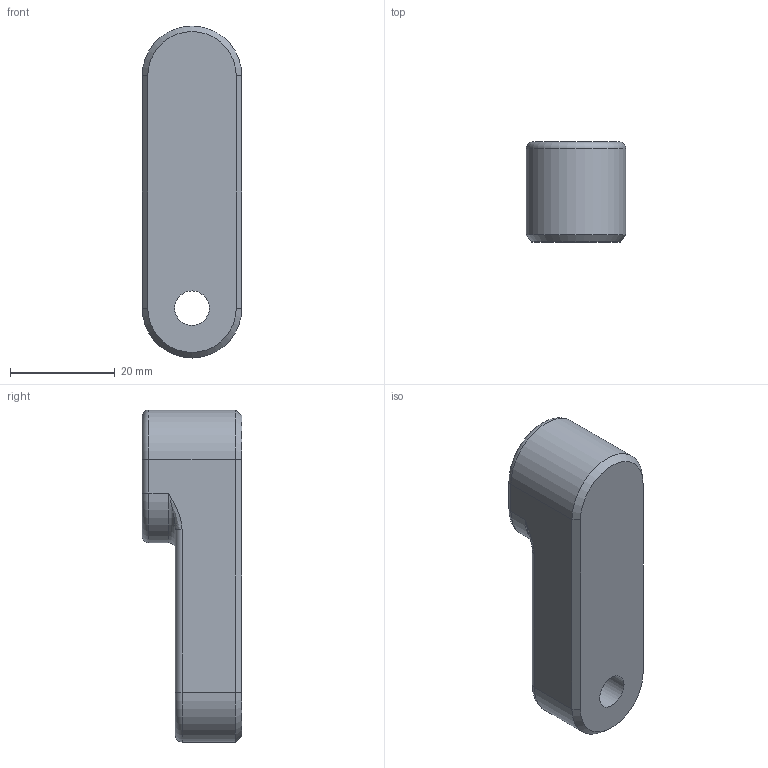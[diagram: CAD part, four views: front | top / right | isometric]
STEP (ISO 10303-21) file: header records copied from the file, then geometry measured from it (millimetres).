
FILE_DESCRIPTION(/* description */ (''),/* implementation_level */ '2;1');
FILE_NAME(/* name */ '19_front_panel_stop.stp',/* time_stamp */ '2022-04-27T09:22:27-04:00',/* author */ (''),/* organization */ (''),/* preprocessor_version */ 'ST-DEVELOPER v18.102',/* originating_system */ 'SIEMENS PLM Software NX 2023',/* authorisation */ '');
FILE_SCHEMA (('AP203_CONFIGURATION_CONTROLLED_3D_DESIGN_OF_MECHANICAL_PARTS_AND_ASSEMBLIES_MIM_LF { 1 0 10303 403 2 1 2}'));
Length unit declared in the file: inch
Products named in the file (1): BOX_design_for_file_export_objects
Bounding box: 19.05 x 19.05 x 63.5 mm (x, y, z)
Volume: 16369.4 mm3; surface area: 4599.2 mm2
Topology: 1 solids, 1 shells, 23 faces, 51 edges, 28 vertices
Faces by surface type: cylinder 8, plane 7, torus 4, cone 2, bspline 2
Full cylindrical faces by diameter (mm): 6.604 x1
Entity records: 738 total; most frequent: CARTESIAN_POINT 154, DIRECTION 110, ORIENTED_EDGE 96, EDGE_CURVE 48, AXIS2_PLACEMENT_3D 44, VERTEX_POINT 28, EDGE_LOOP 26, ADVANCED_FACE 23
